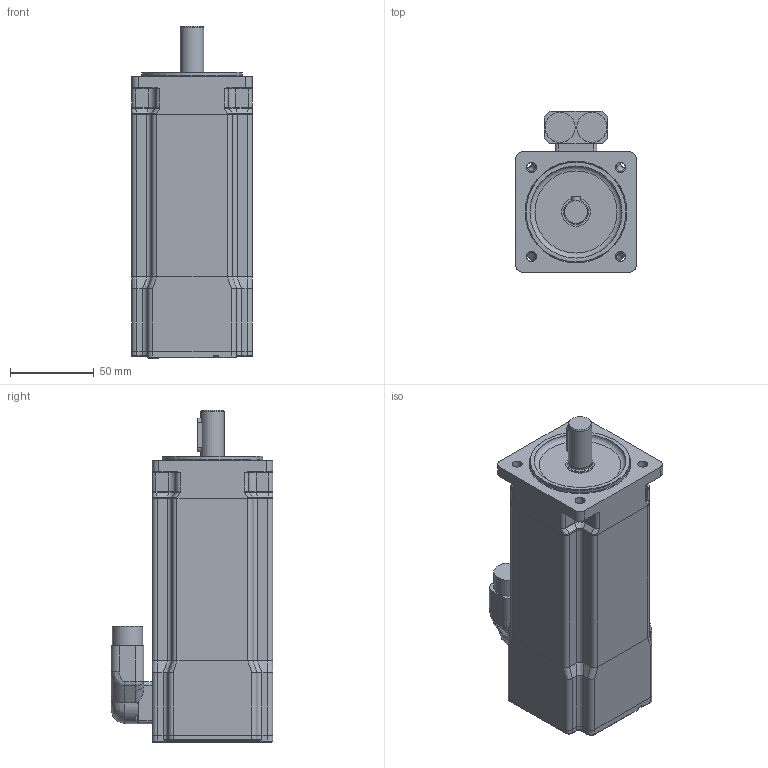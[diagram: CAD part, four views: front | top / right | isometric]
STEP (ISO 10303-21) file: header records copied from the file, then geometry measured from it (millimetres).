
FILE_DESCRIPTION((''),'2;1');
FILE_NAME('AM8531-xx00-xxxx_28.02.2013.stp','2013-02-28T11:22:14',('kathrinV'),(''),'Autodesk Inventor 2013','Autodesk Inventor 2013','');
FILE_SCHEMA(('AUTOMOTIVE_DESIGN { 1 0 10303 214 1 1 1 1 }'));
Length unit declared in the file: millimetre
Products named in the file (4): BM070-VM-01; BM070-VM-00; Intercontec-EEDC101NN00000006000; DIN 6885-A5x5x20
Assembly tree (3 placements, depth 2):
  BM070-VM-01
    BM070-VM-00
    Intercontec-EEDC101NN00000006000
    DIN 6885-A5x5x20
Bounding box: 72 x 96.41 x 198.2 mm (x, y, z)
Volume: 824704.6 mm3; surface area: 95662.9 mm2
Topology: 7 solids, 7 shells, 461 faces, 1154 edges, 711 vertices
Faces by surface type: plane 194, cylinder 122, bspline 108, torus 32, cone 3, sphere 2
Full cylindrical faces by diameter (mm): 6 x4, 13.6 x1, 14 x1, 17 x1, 18 x2, 20.1 x2, 60 x1
Entity records: 15688 total; most frequent: CARTESIAN_POINT 4695, ORIENTED_EDGE 2234, DIRECTION 2006, EDGE_CURVE 1117, VERTEX_POINT 709, AXIS2_PLACEMENT_3D 683, VECTOR 640, LINE 640
